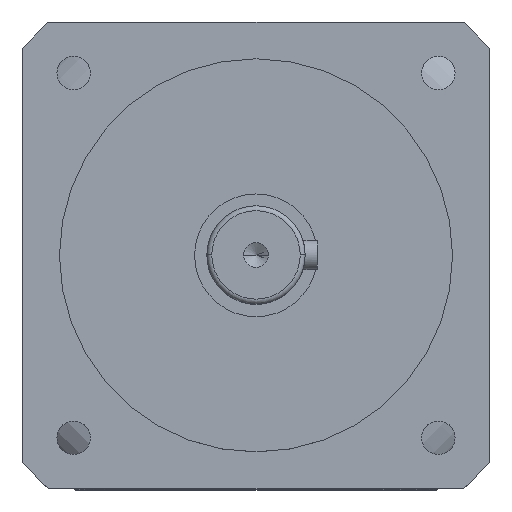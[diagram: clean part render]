
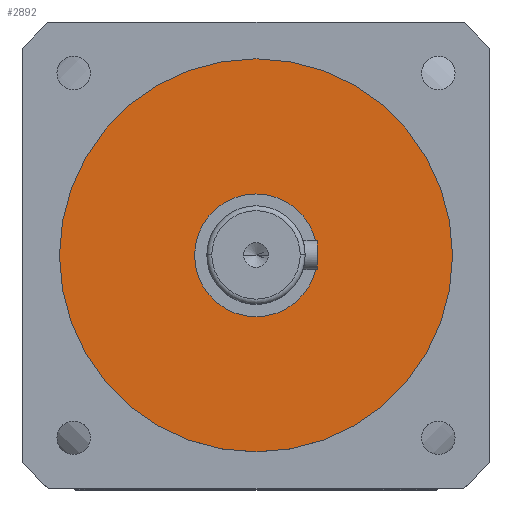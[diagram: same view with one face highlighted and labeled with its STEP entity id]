
A CAD part, top view. The second image highlights one B-rep face of the part: STEP entity #2892.
In plain terms, the highlighted planar face has unit normal (0, 0, 1).
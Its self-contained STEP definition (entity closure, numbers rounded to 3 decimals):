
#339 = CIRCLE ( 'NONE', #6935, 40. ) ;
#430 = EDGE_CURVE ( 'NONE', #3170, #2922, #9074, .T. ) ;
#462 = DIRECTION ( 'NONE',  ( 0., 0., 1. ) ) ;
#489 = CARTESIAN_POINT ( 'NONE',  ( -12.5, 0., -50. ) ) ;
#1185 = ORIENTED_EDGE ( 'NONE', *, *, #430, .T. ) ;
#1248 = ORIENTED_EDGE ( 'NONE', *, *, #7548, .T. ) ;
#1341 = ORIENTED_EDGE ( 'NONE', *, *, #7067, .F. ) ;
#1736 = EDGE_LOOP ( 'NONE', ( #9299, #1341 ) ) ;
#1852 = AXIS2_PLACEMENT_3D ( 'NONE', #5570, #2643, #7730 ) ;
#1899 = EDGE_LOOP ( 'NONE', ( #1248, #1185 ) ) ;
#2211 = AXIS2_PLACEMENT_3D ( 'NONE', #5631, #5244, #5186 ) ;
#2425 = VERTEX_POINT ( 'NONE', #489 ) ;
#2599 = FACE_BOUND ( 'NONE', #1736, .T. ) ;
#2643 = DIRECTION ( 'NONE',  ( 0., 0., -1. ) ) ;
#2892 = ADVANCED_FACE ( 'NONE', ( #2599, #4586 ), #4464, .F. ) ;
#2922 = VERTEX_POINT ( 'NONE', #7770 ) ;
#3003 = EDGE_CURVE ( 'NONE', #7200, #2425, #7497, .T. ) ;
#3170 = VERTEX_POINT ( 'NONE', #8836 ) ;
#3327 = CARTESIAN_POINT ( 'NONE',  ( 12.5, 0., -50. ) ) ;
#3385 = AXIS2_PLACEMENT_3D ( 'NONE', #4976, #462, #5698 ) ;
#3402 = CARTESIAN_POINT ( 'NONE',  ( 0., 0., -50. ) ) ;
#4150 = DIRECTION ( 'NONE',  ( 1., 0., 0. ) ) ;
#4464 = PLANE ( 'NONE',  #1852 ) ;
#4480 = DIRECTION ( 'NONE',  ( 0., 0., 1. ) ) ;
#4586 = FACE_OUTER_BOUND ( 'NONE', #1899, .T. ) ;
#4976 = CARTESIAN_POINT ( 'NONE',  ( 0., 0., -50. ) ) ;
#5186 = DIRECTION ( 'NONE',  ( 1., 0., 0. ) ) ;
#5244 = DIRECTION ( 'NONE',  ( 0., 0., 1. ) ) ;
#5570 = CARTESIAN_POINT ( 'NONE',  ( 0., 40., -50. ) ) ;
#5631 = CARTESIAN_POINT ( 'NONE',  ( 0., 0., -50. ) ) ;
#5698 = DIRECTION ( 'NONE',  ( 1., 0., 0. ) ) ;
#6935 = AXIS2_PLACEMENT_3D ( 'NONE', #8824, #4480, #9556 ) ;
#7067 = EDGE_CURVE ( 'NONE', #2425, #7200, #7746, .T. ) ;
#7200 = VERTEX_POINT ( 'NONE', #3327 ) ;
#7497 = CIRCLE ( 'NONE', #3385, 12.5 ) ;
#7548 = EDGE_CURVE ( 'NONE', #2922, #3170, #339, .T. ) ;
#7730 = DIRECTION ( 'NONE',  ( -1., 0., 0. ) ) ;
#7746 = CIRCLE ( 'NONE', #8245, 12.5 ) ;
#7770 = CARTESIAN_POINT ( 'NONE',  ( 40., 0., -50. ) ) ;
#8245 = AXIS2_PLACEMENT_3D ( 'NONE', #3402, #8484, #4150 ) ;
#8484 = DIRECTION ( 'NONE',  ( 0., 0., 1. ) ) ;
#8824 = CARTESIAN_POINT ( 'NONE',  ( 0., 0., -50. ) ) ;
#8836 = CARTESIAN_POINT ( 'NONE',  ( -40., 0., -50. ) ) ;
#9074 = CIRCLE ( 'NONE', #2211, 40. ) ;
#9299 = ORIENTED_EDGE ( 'NONE', *, *, #3003, .F. ) ;
#9556 = DIRECTION ( 'NONE',  ( 1., 0., 0. ) ) ;
